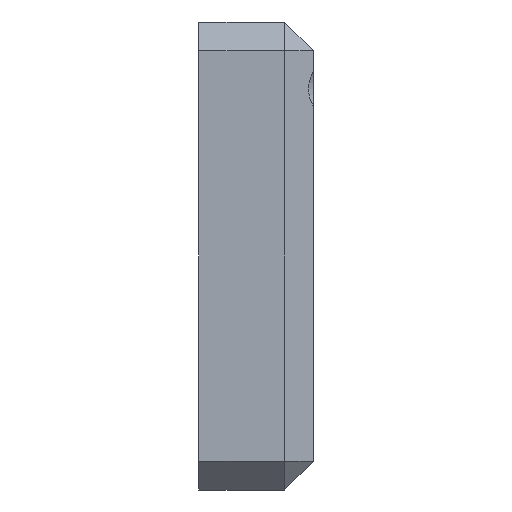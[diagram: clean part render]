
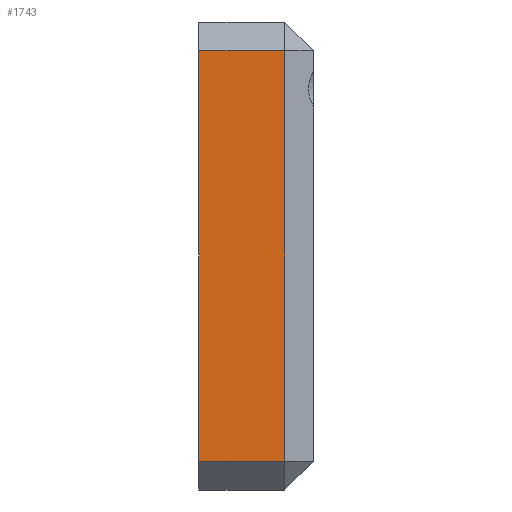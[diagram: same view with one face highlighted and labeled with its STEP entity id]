
A CAD part, left-side view. The second image highlights one B-rep face of the part: STEP entity #1743.
In plain terms, the highlighted planar face has unit normal (-1, 0, 0).
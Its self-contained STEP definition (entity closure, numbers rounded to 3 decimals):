
#186 = PLANE('',#187);
#187 = AXIS2_PLACEMENT_3D('',#188,#189,#190);
#188 = CARTESIAN_POINT('',(-0.5,-17.5,-10.));
#189 = DIRECTION('',(-0.707,-0.707,0.));
#190 = DIRECTION('',(-0.,-0.,-1.));
#889 = VERTEX_POINT('',#890);
#890 = CARTESIAN_POINT('',(-2.,-16.,-7.));
#911 = EDGE_CURVE('',#889,#912,#914,.T.);
#912 = VERTEX_POINT('',#913);
#913 = CARTESIAN_POINT('',(-2.,-16.,36.));
#914 = SURFACE_CURVE('',#915,(#919,#926),.PCURVE_S1.);
#915 = LINE('',#916,#917);
#916 = CARTESIAN_POINT('',(-2.,-16.,-10.));
#917 = VECTOR('',#918,1.);
#918 = DIRECTION('',(0.,0.,1.));
#919 = PCURVE('',#186,#920);
#920 = DEFINITIONAL_REPRESENTATION('',(#921),#925);
#921 = LINE('',#922,#923);
#922 = CARTESIAN_POINT('',(-0.,-2.121));
#923 = VECTOR('',#924,1.);
#924 = DIRECTION('',(-1.,0.));
#925 = ( GEOMETRIC_REPRESENTATION_CONTEXT(2) 
PARAMETRIC_REPRESENTATION_CONTEXT() REPRESENTATION_CONTEXT('2D SPACE',''
  ) );
#926 = PCURVE('',#927,#932);
#927 = PLANE('',#928);
#928 = AXIS2_PLACEMENT_3D('',#929,#930,#931);
#929 = CARTESIAN_POINT('',(-2.,-19.,-10.));
#930 = DIRECTION('',(1.,0.,0.));
#931 = DIRECTION('',(0.,0.,1.));
#932 = DEFINITIONAL_REPRESENTATION('',(#933),#937);
#933 = LINE('',#934,#935);
#934 = CARTESIAN_POINT('',(0.,-3.));
#935 = VECTOR('',#936,1.);
#936 = DIRECTION('',(1.,0.));
#937 = ( GEOMETRIC_REPRESENTATION_CONTEXT(2) 
PARAMETRIC_REPRESENTATION_CONTEXT() REPRESENTATION_CONTEXT('2D SPACE',''
  ) );
#1419 = PLANE('',#1420);
#1420 = AXIS2_PLACEMENT_3D('',#1421,#1422,#1423);
#1421 = CARTESIAN_POINT('',(-0.5,-19.,-8.5));
#1422 = DIRECTION('',(-0.707,0.,-0.707));
#1423 = DIRECTION('',(0.,1.,0.));
#1485 = PLANE('',#1486);
#1486 = AXIS2_PLACEMENT_3D('',#1487,#1488,#1489);
#1487 = CARTESIAN_POINT('',(-2.,-7.,-10.));
#1488 = DIRECTION('',(0.,1.,0.));
#1489 = DIRECTION('',(0.,0.,1.));
#1659 = PLANE('',#1660);
#1660 = AXIS2_PLACEMENT_3D('',#1661,#1662,#1663);
#1661 = CARTESIAN_POINT('',(-0.5,-19.,37.5));
#1662 = DIRECTION('',(0.707,0.,-0.707));
#1663 = DIRECTION('',(0.,1.,0.));
#1743 = ADVANCED_FACE('',(#1744),#927,.F.);
#1744 = FACE_BOUND('',#1745,.F.);
#1745 = EDGE_LOOP('',(#1746,#1771,#1792,#1793));
#1746 = ORIENTED_EDGE('',*,*,#1747,.T.);
#1747 = EDGE_CURVE('',#1748,#1750,#1752,.T.);
#1748 = VERTEX_POINT('',#1749);
#1749 = CARTESIAN_POINT('',(-2.,-7.,-7.));
#1750 = VERTEX_POINT('',#1751);
#1751 = CARTESIAN_POINT('',(-2.,-7.,36.));
#1752 = SURFACE_CURVE('',#1753,(#1757,#1764),.PCURVE_S1.);
#1753 = LINE('',#1754,#1755);
#1754 = CARTESIAN_POINT('',(-2.,-7.,-10.));
#1755 = VECTOR('',#1756,1.);
#1756 = DIRECTION('',(0.,0.,1.));
#1757 = PCURVE('',#927,#1758);
#1758 = DEFINITIONAL_REPRESENTATION('',(#1759),#1763);
#1759 = LINE('',#1760,#1761);
#1760 = CARTESIAN_POINT('',(0.,-12.));
#1761 = VECTOR('',#1762,1.);
#1762 = DIRECTION('',(1.,0.));
#1763 = ( GEOMETRIC_REPRESENTATION_CONTEXT(2) 
PARAMETRIC_REPRESENTATION_CONTEXT() REPRESENTATION_CONTEXT('2D SPACE',''
  ) );
#1764 = PCURVE('',#1485,#1765);
#1765 = DEFINITIONAL_REPRESENTATION('',(#1766),#1770);
#1766 = LINE('',#1767,#1768);
#1767 = CARTESIAN_POINT('',(0.,0.));
#1768 = VECTOR('',#1769,1.);
#1769 = DIRECTION('',(1.,0.));
#1770 = ( GEOMETRIC_REPRESENTATION_CONTEXT(2) 
PARAMETRIC_REPRESENTATION_CONTEXT() REPRESENTATION_CONTEXT('2D SPACE',''
  ) );
#1771 = ORIENTED_EDGE('',*,*,#1772,.F.);
#1772 = EDGE_CURVE('',#912,#1750,#1773,.T.);
#1773 = SURFACE_CURVE('',#1774,(#1778,#1785),.PCURVE_S1.);
#1774 = LINE('',#1775,#1776);
#1775 = CARTESIAN_POINT('',(-2.,-19.,36.));
#1776 = VECTOR('',#1777,1.);
#1777 = DIRECTION('',(0.,1.,0.));
#1778 = PCURVE('',#927,#1779);
#1779 = DEFINITIONAL_REPRESENTATION('',(#1780),#1784);
#1780 = LINE('',#1781,#1782);
#1781 = CARTESIAN_POINT('',(46.,0.));
#1782 = VECTOR('',#1783,1.);
#1783 = DIRECTION('',(0.,-1.));
#1784 = ( GEOMETRIC_REPRESENTATION_CONTEXT(2) 
PARAMETRIC_REPRESENTATION_CONTEXT() REPRESENTATION_CONTEXT('2D SPACE',''
  ) );
#1785 = PCURVE('',#1659,#1786);
#1786 = DEFINITIONAL_REPRESENTATION('',(#1787),#1791);
#1787 = LINE('',#1788,#1789);
#1788 = CARTESIAN_POINT('',(0.,-2.121));
#1789 = VECTOR('',#1790,1.);
#1790 = DIRECTION('',(1.,0.));
#1791 = ( GEOMETRIC_REPRESENTATION_CONTEXT(2) 
PARAMETRIC_REPRESENTATION_CONTEXT() REPRESENTATION_CONTEXT('2D SPACE',''
  ) );
#1792 = ORIENTED_EDGE('',*,*,#911,.F.);
#1793 = ORIENTED_EDGE('',*,*,#1794,.T.);
#1794 = EDGE_CURVE('',#889,#1748,#1795,.T.);
#1795 = SURFACE_CURVE('',#1796,(#1800,#1807),.PCURVE_S1.);
#1796 = LINE('',#1797,#1798);
#1797 = CARTESIAN_POINT('',(-2.,-19.,-7.));
#1798 = VECTOR('',#1799,1.);
#1799 = DIRECTION('',(0.,1.,0.));
#1800 = PCURVE('',#927,#1801);
#1801 = DEFINITIONAL_REPRESENTATION('',(#1802),#1806);
#1802 = LINE('',#1803,#1804);
#1803 = CARTESIAN_POINT('',(3.,0.));
#1804 = VECTOR('',#1805,1.);
#1805 = DIRECTION('',(0.,-1.));
#1806 = ( GEOMETRIC_REPRESENTATION_CONTEXT(2) 
PARAMETRIC_REPRESENTATION_CONTEXT() REPRESENTATION_CONTEXT('2D SPACE',''
  ) );
#1807 = PCURVE('',#1419,#1808);
#1808 = DEFINITIONAL_REPRESENTATION('',(#1809),#1813);
#1809 = LINE('',#1810,#1811);
#1810 = CARTESIAN_POINT('',(0.,-2.121));
#1811 = VECTOR('',#1812,1.);
#1812 = DIRECTION('',(1.,0.));
#1813 = ( GEOMETRIC_REPRESENTATION_CONTEXT(2) 
PARAMETRIC_REPRESENTATION_CONTEXT() REPRESENTATION_CONTEXT('2D SPACE',''
  ) );
